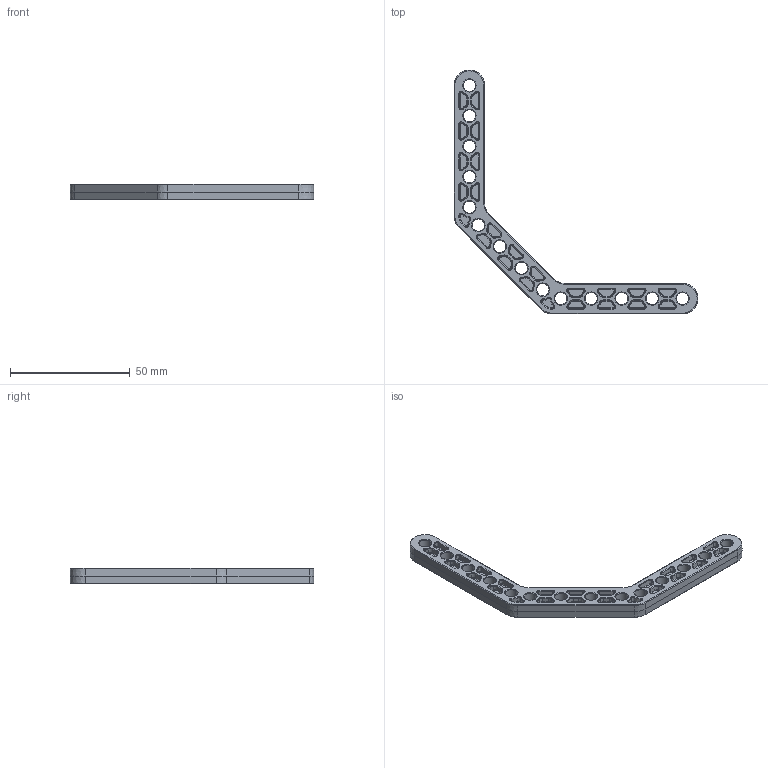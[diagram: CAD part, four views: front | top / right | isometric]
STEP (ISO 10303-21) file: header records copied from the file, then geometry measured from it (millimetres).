
FILE_DESCRIPTION (( 'STEP AP214' ), '1' );
FILE_NAME ('am-5005_5×5 RoBits 5×5 Corner Gusset.STEP', '2023-03-23T12:45:27', ( '' ), ( '' ), 'SwSTEP 2.0', 'SolidWorks 2022', '' );
FILE_SCHEMA (( 'AUTOMOTIVE_DESIGN' ));
Length unit declared in the file: inch
Products named in the file (1): am-5005_5×5 RoBits 5×5 Corner Gusset
Bounding box: 101.6 x 101.6 x 6.35 mm (x, y, z)
Volume: 9412.1 mm3; surface area: 8993.2 mm2
Topology: 1 solids, 1 shells, 1434 faces, 3244 edges, 1860 vertices
Faces by surface type: torus 709, cone 335, cylinder 232, plane 158
Entity records: 40477 total; most frequent: DIRECTION 8455, CARTESIAN_POINT 6585, ORIENTED_EDGE 6488, AXIS2_PLACEMENT_3D 3786, EDGE_CURVE 3244, CIRCLE 2351, VERTEX_POINT 1860, EDGE_LOOP 1510
